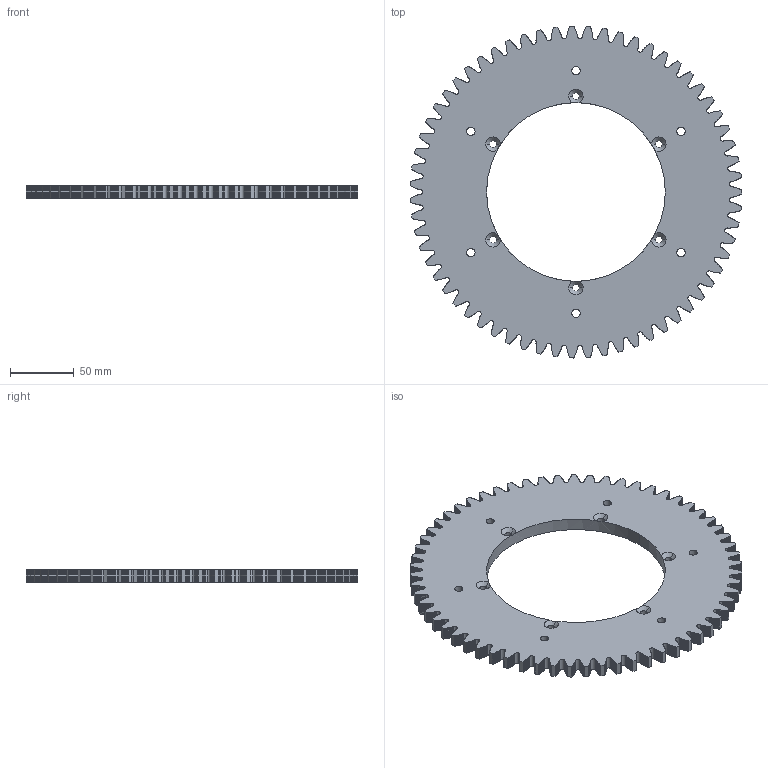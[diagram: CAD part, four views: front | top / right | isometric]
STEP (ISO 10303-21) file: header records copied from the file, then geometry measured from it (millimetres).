
FILE_DESCRIPTION (( 'STEP AP214' ), '1' );
FILE_NAME ('remo-usi-04_roue denté z63 m4 .STEP', '2019-06-25T13:53:09', ( '' ), ( '' ), 'SwSTEP 2.0', 'SolidWorks 2016', '' );
FILE_SCHEMA (( 'AUTOMOTIVE_DESIGN' ));
Length unit declared in the file: millimetre
Products named in the file (1): remo-usi-04_roue denté z63 m4 
Bounding box: 259.9 x 259.98 x 10 mm (x, y, z)
Volume: 337253.5 mm3; surface area: 90376.6 mm2
Topology: 1 solids, 1 shells, 2591 faces, 7773 edges, 5178 vertices
Faces by surface type: plane 2459, cylinder 120, cone 12
Entity records: 85895 total; most frequent: CARTESIAN_POINT 15609, ORIENTED_EDGE 15546, DIRECTION 13215, EDGE_CURVE 7773, LINE 7503, VECTOR 7503, VERTEX_POINT 5178, AXIS2_PLACEMENT_3D 2856
